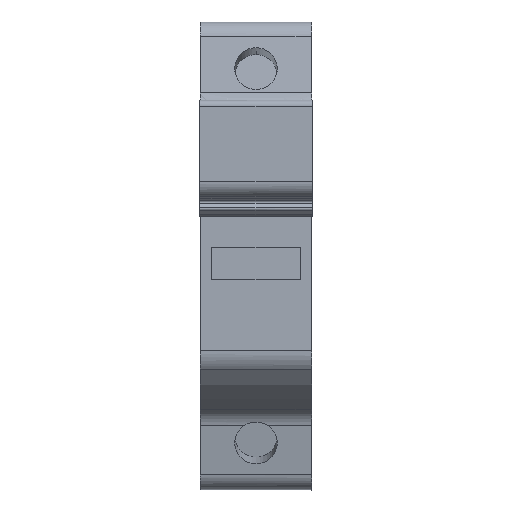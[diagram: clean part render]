
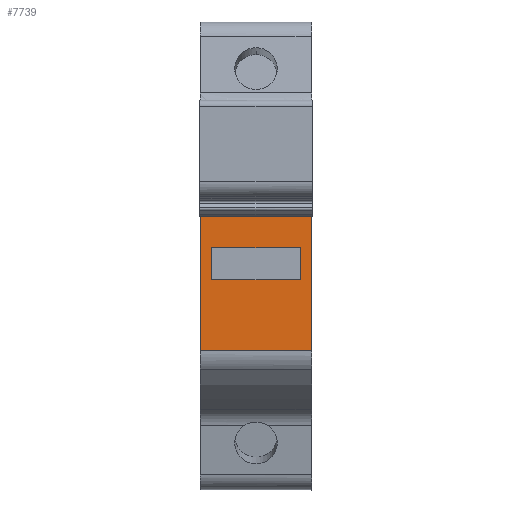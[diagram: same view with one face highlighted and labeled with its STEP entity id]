
A CAD part, top view. The second image highlights one B-rep face of the part: STEP entity #7739.
In plain terms, the highlighted planar face has unit normal (0, 0, 1).
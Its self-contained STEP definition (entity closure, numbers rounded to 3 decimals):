
#3117=AXIS2_PLACEMENT_3D('Plane Axis2P3D',#3114,#3115,#3116) ;
#615=CARTESIAN_POINT('Vertex',(0.1,21.554,52.25)) ;
#618=CARTESIAN_POINT('Line Origine',(0.1,32.,52.25)) ;
#622=CARTESIAN_POINT('Vertex',(0.1,42.445,52.25)) ;
#848=CARTESIAN_POINT('Vertex',(17.4,42.445,52.25)) ;
#851=CARTESIAN_POINT('Line Origine',(17.4,32.,52.25)) ;
#855=CARTESIAN_POINT('Vertex',(17.4,21.554,52.25)) ;
#3100=CARTESIAN_POINT('Line Origine',(8.75,21.554,52.25)) ;
#3114=CARTESIAN_POINT('Axis2P3D Location',(16.,22.423,52.25)) ;
#5651=CARTESIAN_POINT('Line Origine',(9.36,42.445,52.25)) ;
#5655=CARTESIAN_POINT('Vertex',(0.35,42.445,52.25)) ;
#5658=CARTESIAN_POINT('Line Origine',(9.36,42.445,52.25)) ;
#5662=CARTESIAN_POINT('Vertex',(1.35,42.445,52.25)) ;
#5665=CARTESIAN_POINT('Line Origine',(9.36,42.445,52.25)) ;
#5669=CARTESIAN_POINT('Vertex',(1.859,42.445,52.25)) ;
#5672=CARTESIAN_POINT('Line Origine',(9.36,42.445,52.25)) ;
#5676=CARTESIAN_POINT('Vertex',(15.741,42.445,52.25)) ;
#5679=CARTESIAN_POINT('Line Origine',(9.36,42.445,52.25)) ;
#5683=CARTESIAN_POINT('Vertex',(16.15,42.445,52.25)) ;
#5686=CARTESIAN_POINT('Line Origine',(9.36,42.445,52.25)) ;
#5690=CARTESIAN_POINT('Vertex',(17.15,42.445,52.25)) ;
#5693=CARTESIAN_POINT('Line Origine',(9.36,42.445,52.25)) ;
#7705=CARTESIAN_POINT('Line Origine',(15.65,35.054,52.25)) ;
#7709=CARTESIAN_POINT('Vertex',(15.65,32.554,52.25)) ;
#7711=CARTESIAN_POINT('Vertex',(15.65,37.554,52.25)) ;
#7714=CARTESIAN_POINT('Line Origine',(8.75,32.554,52.25)) ;
#7718=CARTESIAN_POINT('Vertex',(1.85,32.554,52.25)) ;
#7721=CARTESIAN_POINT('Line Origine',(1.85,35.054,52.25)) ;
#7725=CARTESIAN_POINT('Vertex',(1.85,37.554,52.25)) ;
#7728=CARTESIAN_POINT('Line Origine',(8.75,37.554,52.25)) ;
#619=DIRECTION('Vector Direction',(0.,-1.,0.)) ;
#852=DIRECTION('Vector Direction',(0.,-1.,0.)) ;
#3101=DIRECTION('Vector Direction',(-1.,0.,0.)) ;
#3115=DIRECTION('Axis2P3D Direction',(0.,0.,1.)) ;
#3116=DIRECTION('Axis2P3D XDirection',(0.,1.,0.)) ;
#5652=DIRECTION('Vector Direction',(-1.,0.,0.)) ;
#5659=DIRECTION('Vector Direction',(-1.,0.,0.)) ;
#5666=DIRECTION('Vector Direction',(-1.,0.,0.)) ;
#5673=DIRECTION('Vector Direction',(-1.,0.,0.)) ;
#5680=DIRECTION('Vector Direction',(-1.,0.,0.)) ;
#5687=DIRECTION('Vector Direction',(-1.,0.,0.)) ;
#5694=DIRECTION('Vector Direction',(-1.,0.,0.)) ;
#7706=DIRECTION('Vector Direction',(0.,1.,0.)) ;
#7715=DIRECTION('Vector Direction',(-1.,0.,0.)) ;
#7722=DIRECTION('Vector Direction',(0.,-1.,0.)) ;
#7729=DIRECTION('Vector Direction',(1.,0.,0.)) ;
#620=VECTOR('Line Direction',#619,1.) ;
#853=VECTOR('Line Direction',#852,1.) ;
#3102=VECTOR('Line Direction',#3101,1.) ;
#5653=VECTOR('Line Direction',#5652,1.) ;
#5660=VECTOR('Line Direction',#5659,1.) ;
#5667=VECTOR('Line Direction',#5666,1.) ;
#5674=VECTOR('Line Direction',#5673,1.) ;
#5681=VECTOR('Line Direction',#5680,1.) ;
#5688=VECTOR('Line Direction',#5687,1.) ;
#5695=VECTOR('Line Direction',#5694,1.) ;
#7707=VECTOR('Line Direction',#7706,1.) ;
#7716=VECTOR('Line Direction',#7715,1.) ;
#7723=VECTOR('Line Direction',#7722,1.) ;
#7730=VECTOR('Line Direction',#7729,1.) ;
#7694=ORIENTED_EDGE('',*,*,#3104,.T.) ;
#7695=ORIENTED_EDGE('',*,*,#857,.T.) ;
#7696=ORIENTED_EDGE('',*,*,#5697,.F.) ;
#7697=ORIENTED_EDGE('',*,*,#5692,.F.) ;
#7698=ORIENTED_EDGE('',*,*,#5685,.F.) ;
#7699=ORIENTED_EDGE('',*,*,#5678,.F.) ;
#7700=ORIENTED_EDGE('',*,*,#5671,.F.) ;
#7701=ORIENTED_EDGE('',*,*,#5664,.F.) ;
#7702=ORIENTED_EDGE('',*,*,#5657,.F.) ;
#7703=ORIENTED_EDGE('',*,*,#624,.F.) ;
#7734=ORIENTED_EDGE('',*,*,#7713,.F.) ;
#7735=ORIENTED_EDGE('',*,*,#7720,.F.) ;
#7736=ORIENTED_EDGE('',*,*,#7727,.F.) ;
#7737=ORIENTED_EDGE('',*,*,#7732,.F.) ;
#7738=FACE_BOUND('',#7733,.T.) ;
#7739=ADVANCED_FACE('SICHERUNG',(#7704,#7738),#3118,.T.) ;
#624=EDGE_CURVE('',#616,#623,#621,.F.) ;
#857=EDGE_CURVE('',#856,#849,#854,.F.) ;
#3104=EDGE_CURVE('',#616,#856,#3103,.F.) ;
#5657=EDGE_CURVE('',#623,#5656,#5654,.F.) ;
#5664=EDGE_CURVE('',#5656,#5663,#5661,.F.) ;
#5671=EDGE_CURVE('',#5663,#5670,#5668,.F.) ;
#5678=EDGE_CURVE('',#5670,#5677,#5675,.F.) ;
#5685=EDGE_CURVE('',#5677,#5684,#5682,.F.) ;
#5692=EDGE_CURVE('',#5684,#5691,#5689,.F.) ;
#5697=EDGE_CURVE('',#5691,#849,#5696,.F.) ;
#7713=EDGE_CURVE('',#7710,#7712,#7708,.T.) ;
#7720=EDGE_CURVE('',#7719,#7710,#7717,.F.) ;
#7727=EDGE_CURVE('',#7726,#7719,#7724,.T.) ;
#7732=EDGE_CURVE('',#7712,#7726,#7731,.F.) ;
#7693=EDGE_LOOP('',(#7694,#7695,#7696,#7697,#7698,#7699,#7700,#7701,#7702,#7703)) ;
#7733=EDGE_LOOP('',(#7734,#7735,#7736,#7737)) ;
#7704=FACE_OUTER_BOUND('',#7693,.T.) ;
#621=LINE('Line',#618,#620) ;
#854=LINE('Line',#851,#853) ;
#3103=LINE('Line',#3100,#3102) ;
#5654=LINE('Line',#5651,#5653) ;
#5661=LINE('Line',#5658,#5660) ;
#5668=LINE('Line',#5665,#5667) ;
#5675=LINE('Line',#5672,#5674) ;
#5682=LINE('Line',#5679,#5681) ;
#5689=LINE('Line',#5686,#5688) ;
#5696=LINE('Line',#5693,#5695) ;
#7708=LINE('Line',#7705,#7707) ;
#7717=LINE('Line',#7714,#7716) ;
#7724=LINE('Line',#7721,#7723) ;
#7731=LINE('Line',#7728,#7730) ;
#3118=PLANE('',#3117) ;
#616=VERTEX_POINT('',#615) ;
#623=VERTEX_POINT('',#622) ;
#849=VERTEX_POINT('',#848) ;
#856=VERTEX_POINT('',#855) ;
#5656=VERTEX_POINT('',#5655) ;
#5663=VERTEX_POINT('',#5662) ;
#5670=VERTEX_POINT('',#5669) ;
#5677=VERTEX_POINT('',#5676) ;
#5684=VERTEX_POINT('',#5683) ;
#5691=VERTEX_POINT('',#5690) ;
#7710=VERTEX_POINT('',#7709) ;
#7712=VERTEX_POINT('',#7711) ;
#7719=VERTEX_POINT('',#7718) ;
#7726=VERTEX_POINT('',#7725) ;
